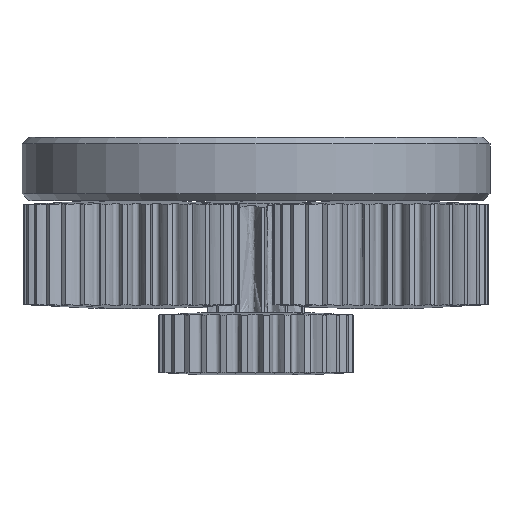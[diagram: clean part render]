
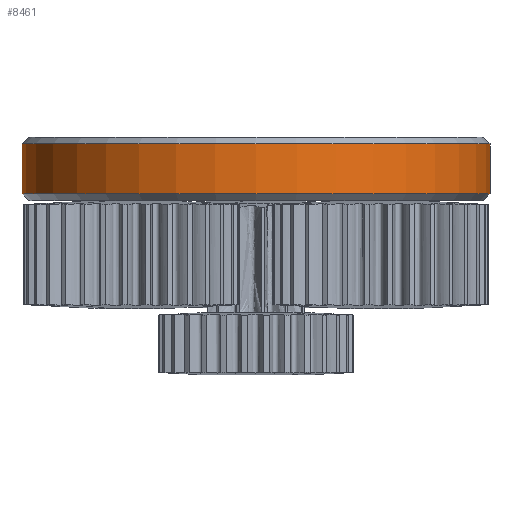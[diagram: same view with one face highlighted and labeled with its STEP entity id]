
A CAD part, front view. The second image highlights one B-rep face of the part: STEP entity #8461.
In plain terms, the highlighted cylindrical face has radius 17.35 mm (diameter 34.7 mm), a partial arc.
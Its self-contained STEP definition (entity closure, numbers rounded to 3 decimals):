
#241 = CARTESIAN_POINT ( 'NONE',  ( 0., 0., 1.85 ) ) ;
#416 = EDGE_CURVE ( 'NONE', #15329, #16102, #3722, .T. ) ;
#489 = EDGE_CURVE ( 'NONE', #8127, #15329, #24925, .T. ) ;
#2371 = DIRECTION ( 'NONE',  ( 1., 0., 0. ) ) ;
#2573 = ORIENTED_EDGE ( 'NONE', *, *, #15866, .F. ) ;
#3387 = VECTOR ( 'NONE', #7160, 1000. ) ;
#3722 = LINE ( 'NONE', #12828, #24254 ) ;
#5042 = CARTESIAN_POINT ( 'NONE',  ( 0., 0., 2.35 ) ) ;
#5678 = CYLINDRICAL_SURFACE ( 'NONE', #27362, 17.35 ) ;
#6550 = DIRECTION ( 'NONE',  ( 0., 0., -1. ) ) ;
#6831 = CARTESIAN_POINT ( 'NONE',  ( 17.35, 0., -1.85 ) ) ;
#6912 = DIRECTION ( 'NONE',  ( -1., 0., 0. ) ) ;
#7160 = DIRECTION ( 'NONE',  ( 0., 0., -1. ) ) ;
#7969 = CARTESIAN_POINT ( 'NONE',  ( 17.35, 0., 1.85 ) ) ;
#8127 = VERTEX_POINT ( 'NONE', #7969 ) ;
#8461 = ADVANCED_FACE ( 'NONE', ( #22569 ), #5678, .T. ) ;
#8924 = DIRECTION ( 'NONE',  ( 0., 0., 1. ) ) ;
#11198 = CARTESIAN_POINT ( 'NONE',  ( -17.35, 0., -1.85 ) ) ;
#11590 = AXIS2_PLACEMENT_3D ( 'NONE', #21608, #8924, #23725 ) ;
#12828 = CARTESIAN_POINT ( 'NONE',  ( -17.35, 0., 2.35 ) ) ;
#13637 = EDGE_LOOP ( 'NONE', ( #2573, #16432, #26758, #25415 ) ) ;
#13973 = LINE ( 'NONE', #17687, #3387 ) ;
#14972 = EDGE_CURVE ( 'NONE', #16102, #21005, #16306, .T. ) ;
#15039 = DIRECTION ( 'NONE',  ( 0., 0., -1. ) ) ;
#15329 = VERTEX_POINT ( 'NONE', #20565 ) ;
#15866 = EDGE_CURVE ( 'NONE', #8127, #21005, #13973, .T. ) ;
#16102 = VERTEX_POINT ( 'NONE', #11198 ) ;
#16306 = CIRCLE ( 'NONE', #11590, 17.35 ) ;
#16432 = ORIENTED_EDGE ( 'NONE', *, *, #489, .T. ) ;
#17687 = CARTESIAN_POINT ( 'NONE',  ( 17.35, 0., 2.35 ) ) ;
#17716 = DIRECTION ( 'NONE',  ( 0., 0., -1. ) ) ;
#20565 = CARTESIAN_POINT ( 'NONE',  ( -17.35, 0., 1.85 ) ) ;
#21005 = VERTEX_POINT ( 'NONE', #6831 ) ;
#21608 = CARTESIAN_POINT ( 'NONE',  ( 0., 0., -1.85 ) ) ;
#21781 = AXIS2_PLACEMENT_3D ( 'NONE', #241, #15039, #2371 ) ;
#22569 = FACE_OUTER_BOUND ( 'NONE', #13637, .T. ) ;
#23725 = DIRECTION ( 'NONE',  ( 1., 0., 0. ) ) ;
#24254 = VECTOR ( 'NONE', #6550, 1000. ) ;
#24925 = CIRCLE ( 'NONE', #21781, 17.35 ) ;
#25415 = ORIENTED_EDGE ( 'NONE', *, *, #14972, .T. ) ;
#26758 = ORIENTED_EDGE ( 'NONE', *, *, #416, .T. ) ;
#27362 = AXIS2_PLACEMENT_3D ( 'NONE', #5042, #17716, #6912 ) ;
